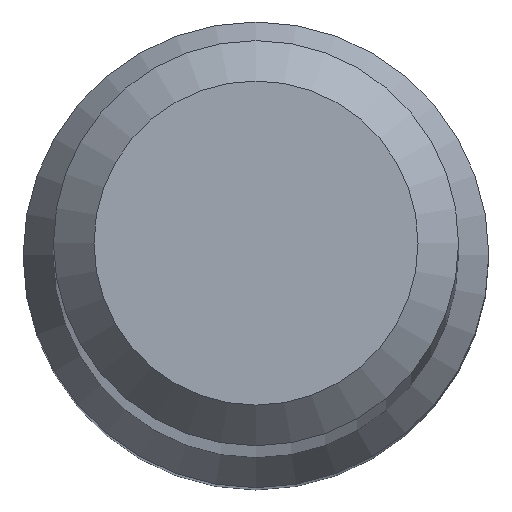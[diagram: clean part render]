
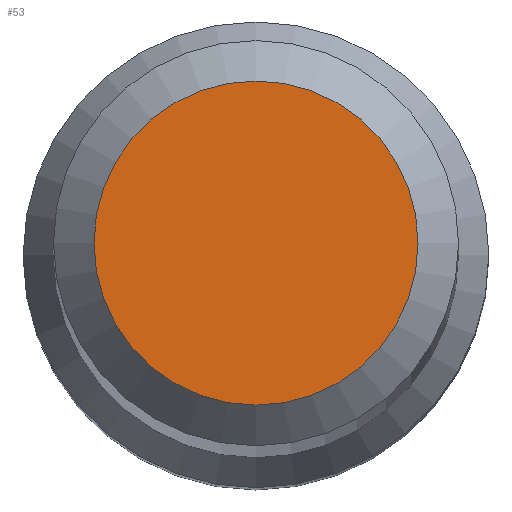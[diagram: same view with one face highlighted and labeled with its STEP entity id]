
A CAD part, top view. The second image highlights one B-rep face of the part: STEP entity #53.
In plain terms, the highlighted planar face has unit normal (0, 0, 1).
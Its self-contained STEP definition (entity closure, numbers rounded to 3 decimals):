
#3 = CARTESIAN_POINT ( 'NONE',  ( 0., 0., 80. ) ) ;
#10 = CARTESIAN_POINT ( 'NONE',  ( 0., 1.6, 80. ) ) ;
#17 = DIRECTION ( 'NONE',  ( 0., 0., 1. ) ) ;
#43 = AXIS2_PLACEMENT_3D ( 'NONE', #3, #45, #46 ) ;
#45 = DIRECTION ( 'NONE',  ( 0., 0., -1. ) ) ;
#46 = DIRECTION ( 'NONE',  ( 0., 1., 0. ) ) ;
#53 = ADVANCED_FACE ( 'NONE', ( #110 ), #180, .T. ) ;
#54 = ORIENTED_EDGE ( 'NONE', *, *, #134, .F. ) ;
#110 = FACE_OUTER_BOUND ( 'NONE', #115, .T. ) ;
#115 = EDGE_LOOP ( 'NONE', ( #54 ) ) ;
#117 = CIRCLE ( 'NONE', #43, 1.6 ) ;
#134 = EDGE_CURVE ( 'NONE', #192, #192, #117, .T. ) ;
#166 = DIRECTION ( 'NONE',  ( 0., -1., 0. ) ) ;
#180 = PLANE ( 'NONE',  #215 ) ;
#192 = VERTEX_POINT ( 'NONE', #10 ) ;
#215 = AXIS2_PLACEMENT_3D ( 'NONE', #237, #17, #166 ) ;
#237 = CARTESIAN_POINT ( 'NONE',  ( 0., 0., 80. ) ) ;
